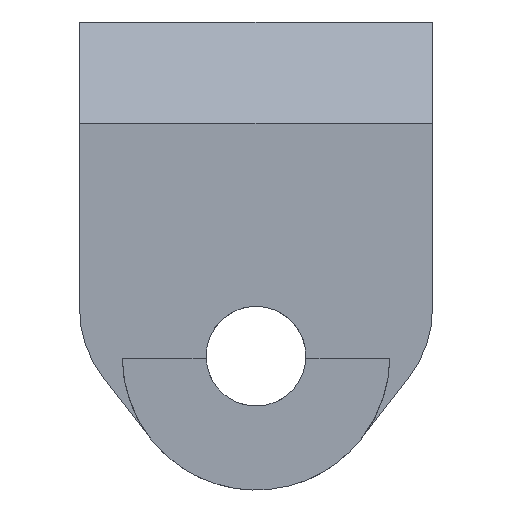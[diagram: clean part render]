
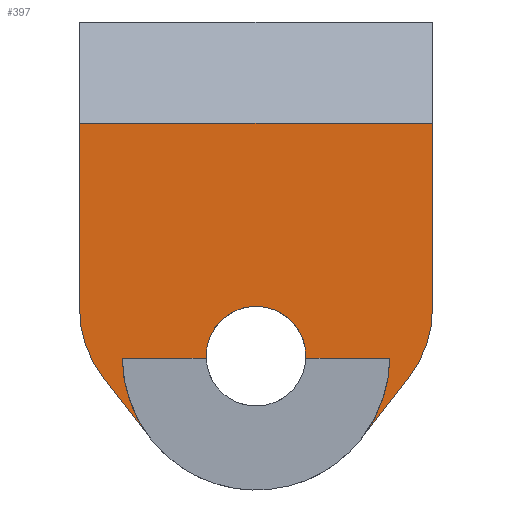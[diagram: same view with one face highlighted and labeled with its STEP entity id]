
A CAD part, front view. The second image highlights one B-rep face of the part: STEP entity #397.
In plain terms, the highlighted planar face has unit normal (0, -1, 0.001).
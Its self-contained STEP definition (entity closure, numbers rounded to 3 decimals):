
#38=FACE_OUTER_BOUND('',#59,.T.);
#59=EDGE_LOOP('',(#323,#324,#325,#326,#327,#328,#329,#330,#331,#332,#333,
#334,#335));
#70=ELLIPSE('',#425,11.,11.);
#71=ELLIPSE('',#428,11.,11.);
#79=CIRCLE('',#440,9.);
#80=CIRCLE('',#443,4.1);
#81=CIRCLE('',#444,4.1);
#82=CIRCLE('',#446,9.);
#84=LINE('',#572,#123);
#87=LINE('',#584,#126);
#88=LINE('',#595,#127);
#102=LINE('',#628,#141);
#104=LINE('',#635,#143);
#109=LINE('',#656,#148);
#117=LINE('',#674,#156);
#123=VECTOR('',#459,10.);
#126=VECTOR('',#468,10.);
#127=VECTOR('',#477,10.);
#141=VECTOR('',#497,10.);
#143=VECTOR('',#505,10.);
#148=VECTOR('',#528,10.);
#156=VECTOR('',#544,10.);
#162=VERTEX_POINT('',#570);
#163=VERTEX_POINT('',#571);
#168=VERTEX_POINT('',#581);
#169=VERTEX_POINT('',#583);
#170=VERTEX_POINT('',#587);
#171=VERTEX_POINT('',#593);
#172=VERTEX_POINT('',#594);
#182=VERTEX_POINT('',#616);
#185=VERTEX_POINT('',#626);
#187=VERTEX_POINT('',#634);
#193=VERTEX_POINT('',#651);
#194=VERTEX_POINT('',#655);
#200=VERTEX_POINT('',#669);
#201=EDGE_CURVE('',#162,#163,#84,.T.);
#207=EDGE_CURVE('',#168,#169,#87,.T.);
#209=EDGE_CURVE('',#163,#170,#70,.T.);
#211=EDGE_CURVE('',#171,#172,#88,.T.);
#222=EDGE_CURVE('',#182,#168,#71,.T.);
#227=EDGE_CURVE('',#182,#185,#102,.T.);
#230=EDGE_CURVE('',#187,#170,#104,.T.);
#239=EDGE_CURVE('',#185,#193,#79,.T.);
#240=EDGE_CURVE('',#194,#193,#109,.T.);
#248=EDGE_CURVE('',#162,#200,#80,.T.);
#249=EDGE_CURVE('',#200,#169,#81,.T.);
#250=EDGE_CURVE('',#194,#172,#117,.T.);
#251=EDGE_CURVE('',#171,#187,#82,.T.);
#323=ORIENTED_EDGE('',*,*,#248,.T.);
#324=ORIENTED_EDGE('',*,*,#249,.T.);
#325=ORIENTED_EDGE('',*,*,#207,.F.);
#326=ORIENTED_EDGE('',*,*,#222,.F.);
#327=ORIENTED_EDGE('',*,*,#227,.T.);
#328=ORIENTED_EDGE('',*,*,#239,.T.);
#329=ORIENTED_EDGE('',*,*,#240,.F.);
#330=ORIENTED_EDGE('',*,*,#250,.T.);
#331=ORIENTED_EDGE('',*,*,#211,.F.);
#332=ORIENTED_EDGE('',*,*,#251,.T.);
#333=ORIENTED_EDGE('',*,*,#230,.T.);
#334=ORIENTED_EDGE('',*,*,#209,.F.);
#335=ORIENTED_EDGE('',*,*,#201,.F.);
#378=PLANE('',#445);
#397=ADVANCED_FACE('',(#38),#378,.F.);
#425=AXIS2_PLACEMENT_3D('',#588,#473,#474);
#428=AXIS2_PLACEMENT_3D('',#617,#490,#491);
#440=AXIS2_PLACEMENT_3D('',#653,#524,#525);
#443=AXIS2_PLACEMENT_3D('',#671,#538,#539);
#444=AXIS2_PLACEMENT_3D('',#672,#540,#541);
#445=AXIS2_PLACEMENT_3D('',#673,#542,#543);
#446=AXIS2_PLACEMENT_3D('',#675,#545,#546);
#459=DIRECTION('',(-1.,0.,0.));
#468=DIRECTION('',(-1.,0.,0.));
#473=DIRECTION('center_axis',(0.,-1.,0.001));
#474=DIRECTION('ref_axis',(0.,0.001,1.));
#477=DIRECTION('',(0.,0.001,1.));
#490=DIRECTION('center_axis',(0.,-1.,0.001));
#491=DIRECTION('ref_axis',(0.,0.001,1.));
#497=DIRECTION('',(0.611,0.,0.792));
#505=DIRECTION('',(0.611,0.,-0.792));
#524=DIRECTION('center_axis',(0.,-1.,
0.001));
#525=DIRECTION('ref_axis',(0.919,0.,-0.394));
#528=DIRECTION('',(0.,-0.001,-1.));
#538=DIRECTION('center_axis',(0.,1.,-0.001));
#539=DIRECTION('ref_axis',(-1.,0.,0.));
#540=DIRECTION('center_axis',(0.,1.,-0.001));
#541=DIRECTION('ref_axis',(-1.,0.,0.));
#542=DIRECTION('center_axis',(0.,1.,-0.001));
#543=DIRECTION('ref_axis',(-1.,0.,0.));
#544=DIRECTION('',(-1.,0.,0.));
#545=DIRECTION('center_axis',(0.,-1.,0.001));
#546=DIRECTION('ref_axis',(-0.919,0.,-0.394));
#570=CARTESIAN_POINT('',(65.783,119.154,-336.508));
#571=CARTESIAN_POINT('',(58.88,119.154,-336.508));
#572=CARTESIAN_POINT('',(-0.121,119.154,-336.508));
#581=CARTESIAN_POINT('',(80.878,119.154,-336.508));
#583=CARTESIAN_POINT('',(73.975,119.154,-336.508));
#584=CARTESIAN_POINT('',(-0.121,119.154,-336.508));
#587=CARTESIAN_POINT('',(61.1,119.15,-342.96));
#588=CARTESIAN_POINT('Origin',(69.879,119.154,-336.332));
#593=CARTESIAN_POINT('',(55.379,119.157,-332.475));
#594=CARTESIAN_POINT('',(55.379,119.166,-317.191));
#595=CARTESIAN_POINT('',(55.379,119.16,-326.163));
#616=CARTESIAN_POINT('',(78.658,119.15,-342.96));
#617=CARTESIAN_POINT('Origin',(69.879,119.154,-336.332));
#626=CARTESIAN_POINT('',(82.505,119.153,-337.972));
#628=CARTESIAN_POINT('',(81.491,119.152,-339.287));
#634=CARTESIAN_POINT('',(57.253,119.153,-337.972));
#635=CARTESIAN_POINT('',(55.505,119.155,-335.707));
#651=CARTESIAN_POINT('',(84.379,119.157,-332.475));
#653=CARTESIAN_POINT('Origin',(75.379,119.157,-332.475));
#655=CARTESIAN_POINT('',(84.379,119.166,-317.191));
#656=CARTESIAN_POINT('',(84.379,119.16,-326.163));
#669=CARTESIAN_POINT('',(73.979,119.154,-336.331));
#671=CARTESIAN_POINT('Origin',(69.879,119.154,-336.331));
#672=CARTESIAN_POINT('Origin',(69.879,119.154,-336.331));
#673=CARTESIAN_POINT('Origin',(69.879,119.161,-325.261));
#674=CARTESIAN_POINT('',(77.129,119.166,-317.191));
#675=CARTESIAN_POINT('Origin',(64.379,119.157,-332.475));
